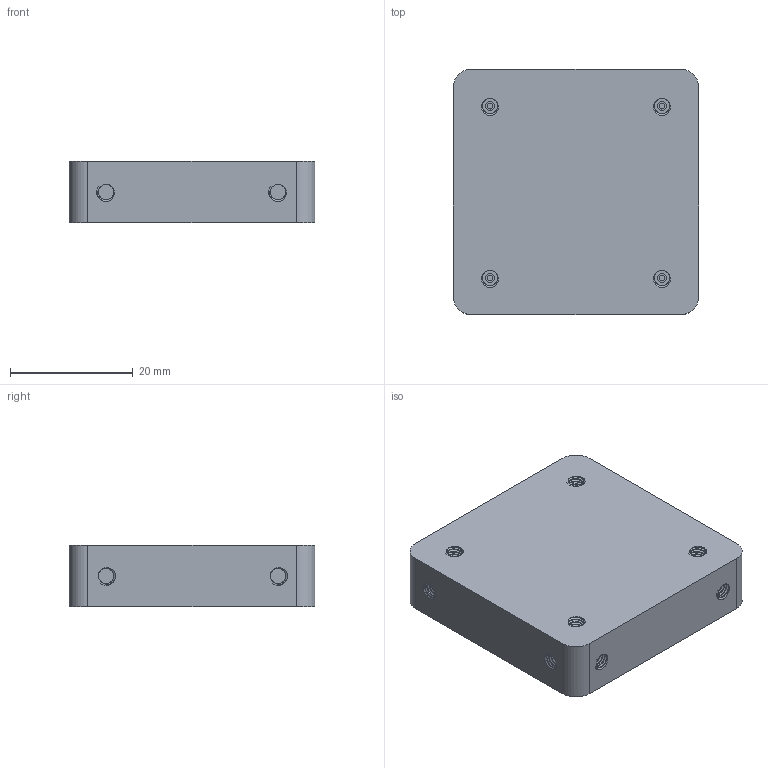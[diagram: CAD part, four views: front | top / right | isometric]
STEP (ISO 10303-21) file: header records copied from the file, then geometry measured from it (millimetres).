
FILE_DESCRIPTION(/* description */ (''),/* implementation_level */ '2;1');
FILE_NAME(/* name */ 'Olive X1 Pro.step',/* time_stamp */ '2025-05-13T19:10:48+02:00',/* author */ (''),/* organization */ (''),/* preprocessor_version */ 'ST-DEVELOPER v20.1',/* originating_system */ 'Autodesk Translation Framework v14.4.0.0',/* authorisation */ '');
FILE_SCHEMA (('AUTOMOTIVE_DESIGN { 1 0 10303 214 3 1 1 }'));
Length unit declared in the file: millimetre
Products named in the file (4): asm; imu-base; imu-back; Lable
Assembly tree (3 placements, depth 2):
  asm
    imu-base
    imu-back
    Lable
Bounding box: 40 x 40 x 10 mm (x, y, z)
Volume: 8939.8 mm3; surface area: 10145.2 mm2
Topology: 3 solids, 3 shells, 439 faces, 1194 edges, 796 vertices
Faces by surface type: cylinder 295, plane 116, bspline 28
Full cylindrical faces by diameter (mm): 0.8 x1, 0.969 x4, 1.4 x4, 1.5 x1, 1.623 x8, 2 x4, 2.074 x4, 2.529 x36, 3.086 x12, 4 x4, 8 x1
Entity records: 28075 total; most frequent: CARTESIAN_POINT 17583, ORIENTED_EDGE 2388, DIRECTION 1794, EDGE_CURVE 1194, VERTEX_POINT 796, AXIS2_PLACEMENT_3D 651, LINE 492, VECTOR 492
